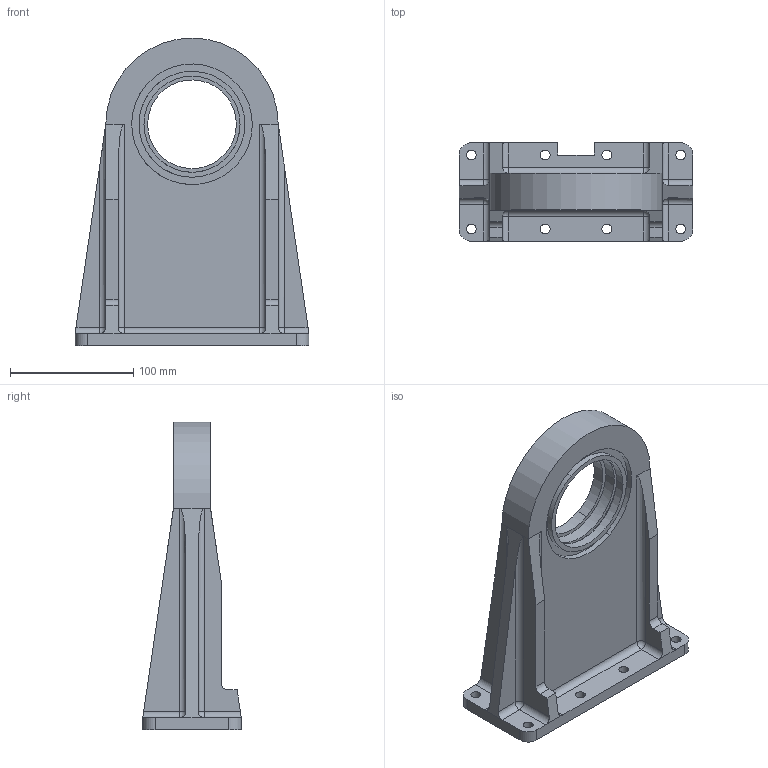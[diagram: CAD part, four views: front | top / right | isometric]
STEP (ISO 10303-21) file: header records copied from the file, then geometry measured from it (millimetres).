
FILE_DESCRIPTION(('CoCreate Modeling STEP Export'),'2;1');
FILE_NAME('m40.stp','2011-05-24T12:19:00',(''),(''),'CoCreate Modeling STEP processor for AP214 (Solid Model)','CoCreate Modeling 18.0P1120 20-Nov-2010 (C) Parametric Technology GmbH','');
FILE_SCHEMA(('AUTOMOTIVE_DESIGN { 1 0 10303 214 1 1 1 1 }'));
Length unit declared in the file: millimetre
Products named in the file (1): Z00001000023_A001.PRT
Bounding box: 190 x 80 x 250 mm (x, y, z)
Volume: 1060200.8 mm3; surface area: 136291.7 mm2
Topology: 1 solids, 1 shells, 117 faces, 292 edges, 176 vertices
Faces by surface type: cylinder 61, plane 48, sphere 8
Entity records: 3302 total; most frequent: DIRECTION 574, ORIENTED_EDGE 568, CARTESIAN_POINT 542, EDGE_CURVE 284, AXIS2_PLACEMENT_3D 208, VERTEX_POINT 176, VECTOR 158, LINE 158
